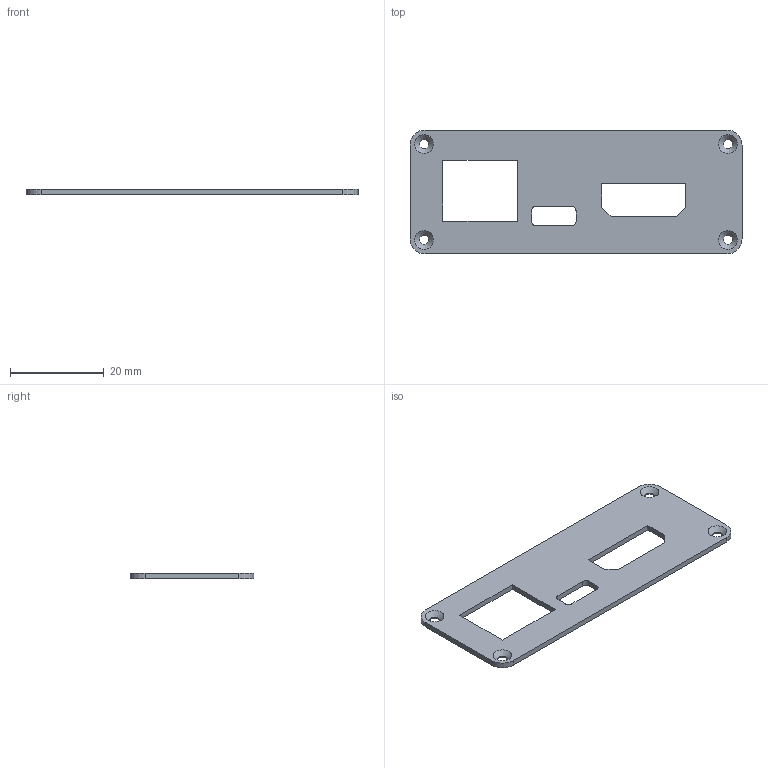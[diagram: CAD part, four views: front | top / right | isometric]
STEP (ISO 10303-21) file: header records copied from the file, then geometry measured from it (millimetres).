
FILE_DESCRIPTION(/* description */ (''),/* implementation_level */ '2;1');
FILE_NAME(/* name */ 'cover-slave.stp',/* time_stamp */ '2025-06-25T19:55:01+08:00',/* author */ ('Toby'),/* organization */ (''),/* preprocessor_version */ 'ST-DEVELOPER v18.1',/* originating_system */ 'Autodesk Inventor 2021',/* authorisation */ '');
FILE_SCHEMA (('AUTOMOTIVE_DESIGN { 1 0 10303 214 3 1 1 }'));
Length unit declared in the file: millimetre
Products named in the file (1): cover-slave
Bounding box: 71 x 26.5 x 1.2 mm (x, y, z)
Volume: 1772.2 mm3; surface area: 3387.2 mm2
Topology: 1 solids, 1 shells, 36 faces, 106 edges, 72 vertices
Faces by surface type: plane 20, cylinder 12, cone 4
Full cylindrical faces by diameter (mm): 2 x4
Entity records: 1287 total; most frequent: DIRECTION 216, CARTESIAN_POINT 215, ORIENTED_EDGE 212, EDGE_CURVE 106, AXIS2_PLACEMENT_3D 73, VERTEX_POINT 72, LINE 70, VECTOR 70
